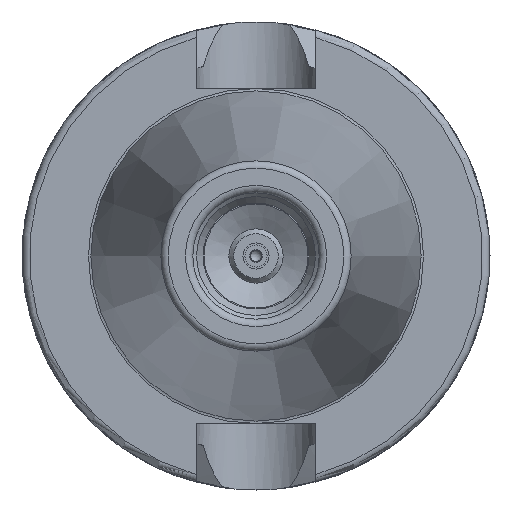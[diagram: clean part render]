
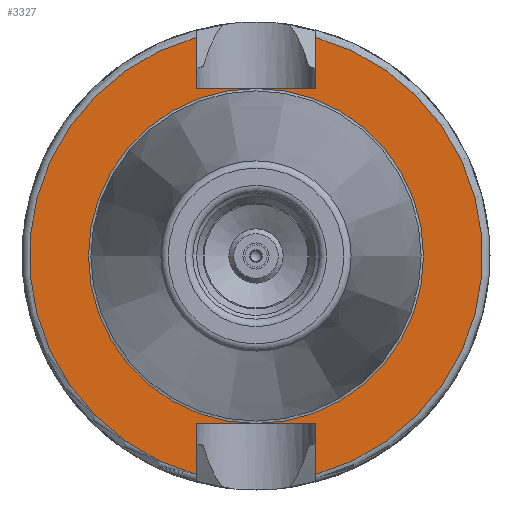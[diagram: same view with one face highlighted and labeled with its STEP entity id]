
A CAD part, left-side view. The second image highlights one B-rep face of the part: STEP entity #3327.
In plain terms, the highlighted planar face has unit normal (-1, 0, 0).
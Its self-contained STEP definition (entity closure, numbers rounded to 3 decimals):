
#1256=CARTESIAN_POINT('',(2.,8.05,-22.6));
#1257=VERTEX_POINT('',#1256);
#1264=CARTESIAN_POINT('',(2.,8.05,-29.418));
#1265=VERTEX_POINT('',#1264);
#1266=CARTESIAN_POINT('',(2.,8.05,-29.418));
#1267=DIRECTION('',(0.0,0.0,1.0));
#1268=VECTOR('',#1267,6.818);
#1269=LINE('',#1266,#1268);
#1270=EDGE_CURVE('',#1265,#1257,#1269,.T.);
#1347=CARTESIAN_POINT('',(2.,-8.05,-29.418));
#1348=VERTEX_POINT('',#1347);
#1362=CARTESIAN_POINT('',(2.,-8.05,-22.6));
#1363=VERTEX_POINT('',#1362);
#1364=CARTESIAN_POINT('',(2.,-8.05,-22.6));
#1365=DIRECTION('',(0.0,0.0,-1.0));
#1366=VECTOR('',#1365,6.818);
#1367=LINE('',#1364,#1366);
#1368=EDGE_CURVE('',#1363,#1348,#1367,.T.);
#1388=CARTESIAN_POINT('',(2.,8.05,-22.6));
#1389=DIRECTION('',(0.0,-1.0,0.0));
#1390=VECTOR('',#1389,16.1);
#1391=LINE('',#1388,#1390);
#1392=EDGE_CURVE('',#1257,#1363,#1391,.T.);
#1547=CARTESIAN_POINT('',(2.,8.05,29.418));
#1548=VERTEX_POINT('',#1547);
#1549=CARTESIAN_POINT('',(2.,0.0,0.0));
#1550=DIRECTION('',(1.0,0.0,0.0));
#1551=DIRECTION('',(0.0,1.0,0.0));
#1552=AXIS2_PLACEMENT_3D('',#1549,#1550,#1551);
#1553=CIRCLE('',#1552,30.5);
#1554=EDGE_CURVE('',#1265,#1548,#1553,.T.);
#1636=CARTESIAN_POINT('',(2.,8.05,22.6));
#1637=VERTEX_POINT('',#1636);
#1638=CARTESIAN_POINT('',(2.,8.05,22.6));
#1639=DIRECTION('',(0.0,0.0,1.0));
#1640=VECTOR('',#1639,6.818);
#1641=LINE('',#1638,#1640);
#1642=EDGE_CURVE('',#1637,#1548,#1641,.T.);
#1710=CARTESIAN_POINT('',(2.,-8.05,29.418));
#1711=VERTEX_POINT('',#1710);
#1755=CARTESIAN_POINT('',(2.,-8.05,22.6));
#1756=VERTEX_POINT('',#1755);
#1763=CARTESIAN_POINT('',(2.,-8.05,29.418));
#1764=DIRECTION('',(0.0,0.0,-1.0));
#1765=VECTOR('',#1764,6.818);
#1766=LINE('',#1763,#1765);
#1767=EDGE_CURVE('',#1711,#1756,#1766,.T.);
#1780=CARTESIAN_POINT('',(2.,-8.05,22.6));
#1781=DIRECTION('',(0.0,1.0,0.0));
#1782=VECTOR('',#1781,16.1);
#1783=LINE('',#1780,#1782);
#1784=EDGE_CURVE('',#1756,#1637,#1783,.T.);
#3288=CARTESIAN_POINT('',(2.,22.55,0.0));
#3289=VERTEX_POINT('',#3288);
#3290=CARTESIAN_POINT('',(2.,0.0,0.0));
#3291=DIRECTION('',(1.0,0.0,0.0));
#3292=DIRECTION('',(0.0,1.0,0.0));
#3293=AXIS2_PLACEMENT_3D('',#3290,#3291,#3292);
#3294=CIRCLE('',#3293,22.55);
#3295=EDGE_CURVE('',#3289,#3289,#3294,.T.);
#3303=CARTESIAN_POINT('',(2.,26.525,0.0));
#3304=DIRECTION('',(-1.0,0.0,0.0));
#3305=DIRECTION('',(0.0,0.0,1.0));
#3306=AXIS2_PLACEMENT_3D('',#3303,#3304,#3305);
#3307=PLANE('',#3306);
#3308=ORIENTED_EDGE('',*,*,#1368,.T.);
#3309=CARTESIAN_POINT('',(2.,0.0,0.0));
#3310=DIRECTION('',(1.0,0.0,0.0));
#3311=DIRECTION('',(0.0,1.0,0.0));
#3312=AXIS2_PLACEMENT_3D('',#3309,#3310,#3311);
#3313=CIRCLE('',#3312,30.5);
#3314=EDGE_CURVE('',#1711,#1348,#3313,.T.);
#3315=ORIENTED_EDGE('',*,*,#3314,.F.);
#3316=ORIENTED_EDGE('',*,*,#1767,.T.);
#3317=ORIENTED_EDGE('',*,*,#1784,.T.);
#3318=ORIENTED_EDGE('',*,*,#1642,.T.);
#3319=ORIENTED_EDGE('',*,*,#1554,.F.);
#3320=ORIENTED_EDGE('',*,*,#1270,.T.);
#3321=ORIENTED_EDGE('',*,*,#1392,.T.);
#3322=EDGE_LOOP('',(#3308,#3315,#3316,#3317,#3318,#3319,#3320,#3321));
#3323=FACE_OUTER_BOUND('',#3322,.T.);
#3324=ORIENTED_EDGE('',*,*,#3295,.T.);
#3325=EDGE_LOOP('',(#3324));
#3326=FACE_BOUND('',#3325,.T.);
#3327=ADVANCED_FACE('',(#3323,#3326),#3307,.T.);
